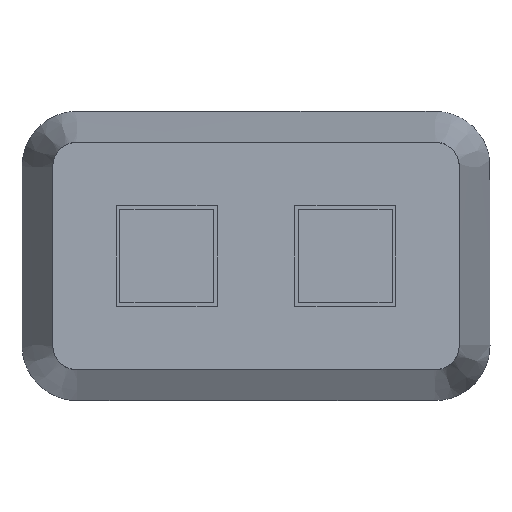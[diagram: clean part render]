
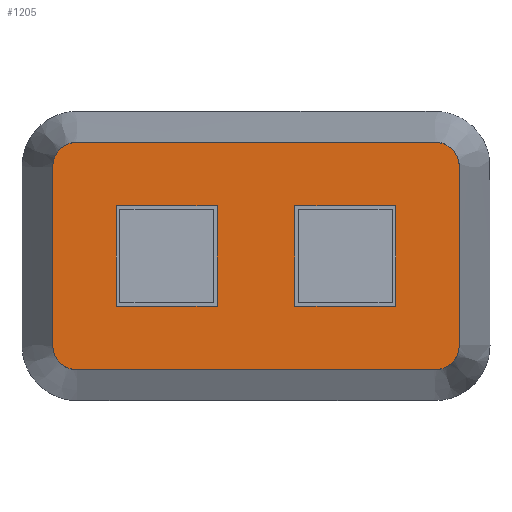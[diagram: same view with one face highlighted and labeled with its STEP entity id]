
A CAD part, front view. The second image highlights one B-rep face of the part: STEP entity #1205.
In plain terms, the highlighted planar face has unit normal (0, -1, 0).
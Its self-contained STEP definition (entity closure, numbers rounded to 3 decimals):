
#62=FACE_BOUND('',#209,.T.);
#63=FACE_BOUND('',#210,.T.);
#87=CIRCLE('',#1330,4.);
#88=CIRCLE('',#1333,4.);
#89=CIRCLE('',#1334,4.);
#90=CIRCLE('',#1335,4.);
#134=FACE_OUTER_BOUND('',#208,.T.);
#208=EDGE_LOOP('',(#866,#867,#868,#869,#870,#871,#872,#873));
#209=EDGE_LOOP('',(#874,#875,#876,#877));
#210=EDGE_LOOP('',(#878,#879,#880,#881));
#305=LINE('',#1837,#431);
#307=LINE('',#1841,#433);
#308=LINE('',#1845,#434);
#309=LINE('',#1849,#435);
#310=LINE('',#1853,#436);
#311=LINE('',#1855,#437);
#312=LINE('',#1857,#438);
#313=LINE('',#1858,#439);
#314=LINE('',#1861,#440);
#315=LINE('',#1863,#441);
#316=LINE('',#1865,#442);
#317=LINE('',#1866,#443);
#431=VECTOR('',#1490,10.);
#433=VECTOR('',#1494,10.);
#434=VECTOR('',#1497,10.);
#435=VECTOR('',#1500,10.);
#436=VECTOR('',#1503,10.);
#437=VECTOR('',#1504,10.);
#438=VECTOR('',#1505,10.);
#439=VECTOR('',#1506,10.);
#440=VECTOR('',#1507,10.);
#441=VECTOR('',#1508,10.);
#442=VECTOR('',#1509,10.);
#443=VECTOR('',#1510,10.);
#559=VERTEX_POINT('',#1830);
#560=VERTEX_POINT('',#1832);
#561=VERTEX_POINT('',#1836);
#562=VERTEX_POINT('',#1840);
#563=VERTEX_POINT('',#1842);
#564=VERTEX_POINT('',#1844);
#565=VERTEX_POINT('',#1846);
#566=VERTEX_POINT('',#1848);
#567=VERTEX_POINT('',#1851);
#568=VERTEX_POINT('',#1852);
#569=VERTEX_POINT('',#1854);
#570=VERTEX_POINT('',#1856);
#571=VERTEX_POINT('',#1859);
#572=VERTEX_POINT('',#1860);
#573=VERTEX_POINT('',#1862);
#574=VERTEX_POINT('',#1864);
#678=EDGE_CURVE('',#559,#560,#87,.T.);
#680=EDGE_CURVE('',#560,#561,#305,.T.);
#682=EDGE_CURVE('',#559,#562,#307,.T.);
#683=EDGE_CURVE('',#563,#562,#88,.T.);
#684=EDGE_CURVE('',#564,#563,#308,.T.);
#685=EDGE_CURVE('',#565,#564,#89,.T.);
#686=EDGE_CURVE('',#565,#566,#309,.T.);
#687=EDGE_CURVE('',#561,#566,#90,.T.);
#688=EDGE_CURVE('',#567,#568,#310,.T.);
#689=EDGE_CURVE('',#568,#569,#311,.T.);
#690=EDGE_CURVE('',#569,#570,#312,.T.);
#691=EDGE_CURVE('',#570,#567,#313,.T.);
#692=EDGE_CURVE('',#571,#572,#314,.T.);
#693=EDGE_CURVE('',#572,#573,#315,.T.);
#694=EDGE_CURVE('',#573,#574,#316,.T.);
#695=EDGE_CURVE('',#574,#571,#317,.T.);
#866=ORIENTED_EDGE('',*,*,#678,.F.);
#867=ORIENTED_EDGE('',*,*,#682,.T.);
#868=ORIENTED_EDGE('',*,*,#683,.F.);
#869=ORIENTED_EDGE('',*,*,#684,.F.);
#870=ORIENTED_EDGE('',*,*,#685,.F.);
#871=ORIENTED_EDGE('',*,*,#686,.T.);
#872=ORIENTED_EDGE('',*,*,#687,.F.);
#873=ORIENTED_EDGE('',*,*,#680,.F.);
#874=ORIENTED_EDGE('',*,*,#688,.T.);
#875=ORIENTED_EDGE('',*,*,#689,.T.);
#876=ORIENTED_EDGE('',*,*,#690,.T.);
#877=ORIENTED_EDGE('',*,*,#691,.T.);
#878=ORIENTED_EDGE('',*,*,#692,.T.);
#879=ORIENTED_EDGE('',*,*,#693,.T.);
#880=ORIENTED_EDGE('',*,*,#694,.T.);
#881=ORIENTED_EDGE('',*,*,#695,.T.);
#1146=PLANE('',#1332);
#1205=ADVANCED_FACE('',(#134,#62,#63),#1146,.F.);
#1330=AXIS2_PLACEMENT_3D('',#1833,#1485,#1486);
#1332=AXIS2_PLACEMENT_3D('',#1839,#1492,#1493);
#1333=AXIS2_PLACEMENT_3D('',#1843,#1495,#1496);
#1334=AXIS2_PLACEMENT_3D('',#1847,#1498,#1499);
#1335=AXIS2_PLACEMENT_3D('',#1850,#1501,#1502);
#1485=DIRECTION('center_axis',(0.,1.,0.));
#1486=DIRECTION('ref_axis',(0.707,0.,0.707));
#1490=DIRECTION('',(0.,0.,-1.));
#1492=DIRECTION('center_axis',(0.,1.,0.));
#1493=DIRECTION('ref_axis',(1.,0.,0.));
#1494=DIRECTION('',(-1.,0.,0.));
#1495=DIRECTION('center_axis',(0.,1.,0.));
#1496=DIRECTION('ref_axis',(-0.707,0.,0.707));
#1497=DIRECTION('',(0.,0.,1.));
#1498=DIRECTION('center_axis',(0.,1.,0.));
#1499=DIRECTION('ref_axis',(-0.707,0.,-0.707));
#1500=DIRECTION('',(1.,0.,0.));
#1501=DIRECTION('center_axis',(0.,1.,0.));
#1502=DIRECTION('ref_axis',(0.707,0.,-0.707));
#1503=DIRECTION('',(0.,0.,1.));
#1504=DIRECTION('',(1.,0.,0.));
#1505=DIRECTION('',(0.,0.,-1.));
#1506=DIRECTION('',(-1.,0.,0.));
#1507=DIRECTION('',(1.,0.,0.));
#1508=DIRECTION('',(0.,0.,-1.));
#1509=DIRECTION('',(-1.,0.,0.));
#1510=DIRECTION('',(0.,0.,1.));
#1830=CARTESIAN_POINT('',(29.,0.,18.5));
#1832=CARTESIAN_POINT('',(33.,0.,14.5));
#1833=CARTESIAN_POINT('Origin',(29.,0.,14.5));
#1836=CARTESIAN_POINT('',(33.,0.,-14.5));
#1837=CARTESIAN_POINT('',(33.,0.,18.5));
#1839=CARTESIAN_POINT('Origin',(0.,0.,0.));
#1840=CARTESIAN_POINT('',(-29.,0.,18.5));
#1841=CARTESIAN_POINT('',(0.,0.,18.5));
#1842=CARTESIAN_POINT('',(-33.,0.,14.5));
#1843=CARTESIAN_POINT('Origin',(-29.,0.,14.5));
#1844=CARTESIAN_POINT('',(-33.,0.,-14.5));
#1845=CARTESIAN_POINT('',(-33.,0.,-18.5));
#1846=CARTESIAN_POINT('',(-29.,0.,-18.5));
#1847=CARTESIAN_POINT('Origin',(-29.,0.,-14.5));
#1848=CARTESIAN_POINT('',(29.,0.,-18.5));
#1849=CARTESIAN_POINT('',(0.,0.,-18.5));
#1850=CARTESIAN_POINT('Origin',(29.,0.,-14.5));
#1851=CARTESIAN_POINT('',(-22.7,0.,-8.2));
#1852=CARTESIAN_POINT('',(-22.7,0.,8.2));
#1853=CARTESIAN_POINT('',(-22.7,0.,-4.1));
#1854=CARTESIAN_POINT('',(-6.3,0.,8.2));
#1855=CARTESIAN_POINT('',(-11.35,0.,8.2));
#1856=CARTESIAN_POINT('',(-6.3,0.,-8.2));
#1857=CARTESIAN_POINT('',(-6.3,0.,4.1));
#1858=CARTESIAN_POINT('',(-3.15,0.,-8.2));
#1859=CARTESIAN_POINT('',(6.3,0.,8.2));
#1860=CARTESIAN_POINT('',(22.7,0.,8.2));
#1861=CARTESIAN_POINT('',(3.15,0.,8.2));
#1862=CARTESIAN_POINT('',(22.7,0.,-8.2));
#1863=CARTESIAN_POINT('',(22.7,0.,4.1));
#1864=CARTESIAN_POINT('',(6.3,0.,-8.2));
#1865=CARTESIAN_POINT('',(11.35,0.,-8.2));
#1866=CARTESIAN_POINT('',(6.3,0.,-4.1));
